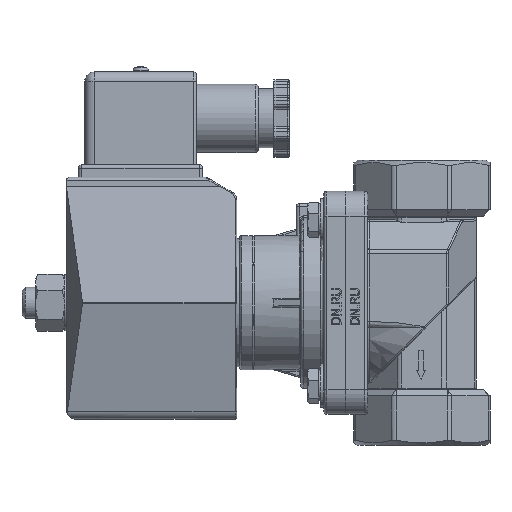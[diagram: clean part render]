
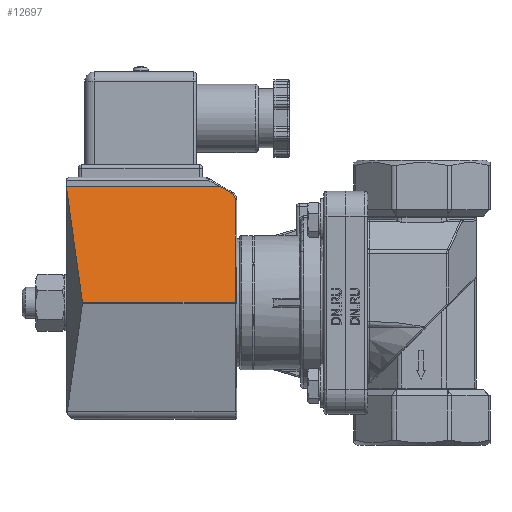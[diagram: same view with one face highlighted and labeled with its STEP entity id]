
A CAD part, left-side view. The second image highlights one B-rep face of the part: STEP entity #12697.
In plain terms, the highlighted planar face has unit normal (-0.972, 0, 0.236).
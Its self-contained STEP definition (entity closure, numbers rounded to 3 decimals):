
#483=ELLIPSE('',#13298,2.572,2.5);
#487=ELLIPSE('',#13319,4.243,0.5);
#861=PLANE('',#13804);
#1350=FACE_OUTER_BOUND('',#2128,.T.);
#2128=EDGE_LOOP('',(#9525,#9526,#9527,#9528,#9529,#9530,#9531));
#2567=LINE('',#18077,#3490);
#2569=LINE('',#18111,#3492);
#2572=LINE('',#18120,#3495);
#2714=LINE('',#19000,#3637);
#2762=LINE('',#19176,#3685);
#3490=VECTOR('',#14603,10.);
#3492=VECTOR('',#14613,10.);
#3495=VECTOR('',#14622,10.);
#3637=VECTOR('',#15354,10.);
#3685=VECTOR('',#15562,10.);
#4950=VERTEX_POINT('',#18070);
#4952=VERTEX_POINT('',#18075);
#4954=VERTEX_POINT('',#18105);
#4955=VERTEX_POINT('',#18110);
#4957=VERTEX_POINT('',#18116);
#4969=VERTEX_POINT('',#18153);
#5159=VERTEX_POINT('',#18998);
#6068=EDGE_CURVE('',#4952,#4950,#2567,.T.);
#6071=EDGE_CURVE('',#4954,#4952,#483,.T.);
#6073=EDGE_CURVE('',#4955,#4954,#2569,.T.);
#6078=EDGE_CURVE('',#4950,#4957,#2572,.T.);
#6096=EDGE_CURVE('',#4969,#4955,#487,.T.);
#6407=EDGE_CURVE('',#4969,#5159,#2714,.T.);
#6495=EDGE_CURVE('',#5159,#4957,#2762,.T.);
#9525=ORIENTED_EDGE('',*,*,#6073,.F.);
#9526=ORIENTED_EDGE('',*,*,#6096,.F.);
#9527=ORIENTED_EDGE('',*,*,#6407,.T.);
#9528=ORIENTED_EDGE('',*,*,#6495,.T.);
#9529=ORIENTED_EDGE('',*,*,#6078,.F.);
#9530=ORIENTED_EDGE('',*,*,#6068,.F.);
#9531=ORIENTED_EDGE('',*,*,#6071,.F.);
#12697=ADVANCED_FACE('',(#1350),#861,.T.);
#13298=AXIS2_PLACEMENT_3D('',#18107,#14607,#14608);
#13319=AXIS2_PLACEMENT_3D('',#18155,#14661,#14662);
#13804=AXIS2_PLACEMENT_3D('',#20763,#16124,#16125);
#14603=DIRECTION('',(-0.236,0.,-0.972));
#14607=DIRECTION('center_axis',(0.972,0.,-0.236));
#14608=DIRECTION('ref_axis',(0.236,0.,0.972));
#14613=DIRECTION('',(-0.12,-0.86,-0.496));
#14622=DIRECTION('',(0.,1.,0.));
#14661=DIRECTION('center_axis',(-0.972,0.,0.236));
#14662=DIRECTION('ref_axis',(-0.115,-0.872,-0.476));
#15354=DIRECTION('',(0.,1.,0.));
#15562=DIRECTION('',(-0.234,-0.135,-0.963));
#16124=DIRECTION('center_axis',(-0.972,0.,0.236));
#16125=DIRECTION('ref_axis',(0.236,0.,0.972));
#18070=CARTESIAN_POINT('',(-31.567,60.2,0.118));
#18075=CARTESIAN_POINT('',(-23.528,60.2,33.26));
#18077=CARTESIAN_POINT('',(-30.718,60.2,3.619));
#18105=CARTESIAN_POINT('',(-23.003,61.45,35.425));
#18107=CARTESIAN_POINT('Origin',(-23.528,62.7,33.26));
#18110=CARTESIAN_POINT('',(-22.489,65.119,37.543));
#18111=CARTESIAN_POINT('',(-25.361,44.615,25.706));
#18116=CARTESIAN_POINT('',(-31.567,109.465,0.118));
#18120=CARTESIAN_POINT('',(-31.567,59.7,0.118));
#18153=CARTESIAN_POINT('',(-22.5,65.248,37.5));
#18155=CARTESIAN_POINT('Origin',(-22.,68.818,39.561));
#18998=CARTESIAN_POINT('',(-22.5,114.7,37.5));
#19000=CARTESIAN_POINT('',(-22.5,59.7,37.5));
#19176=CARTESIAN_POINT('',(-23.67,114.024,32.675));
#20763=CARTESIAN_POINT('Origin',(-31.595,59.7,0.));
